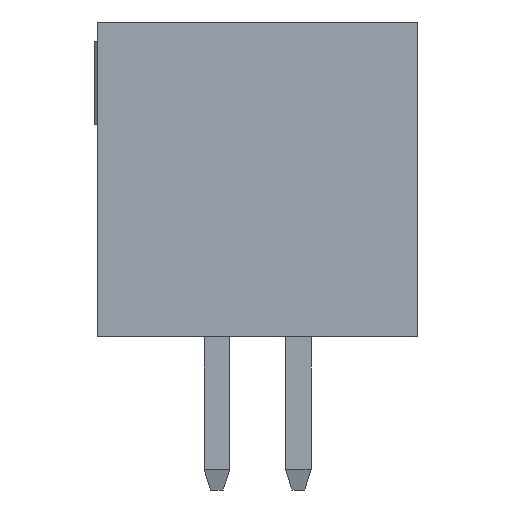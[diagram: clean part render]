
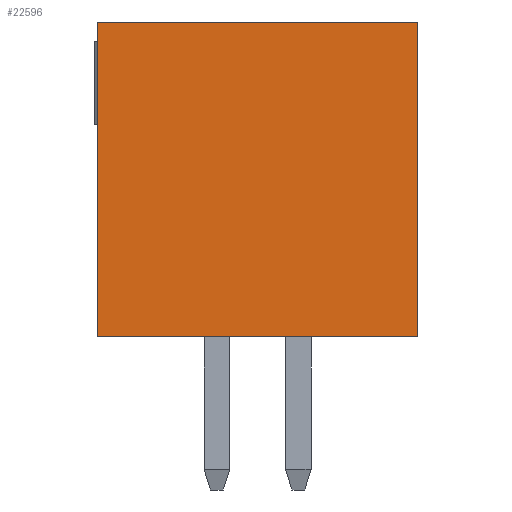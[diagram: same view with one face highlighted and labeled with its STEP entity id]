
A CAD part, front view. The second image highlights one B-rep face of the part: STEP entity #22596.
In plain terms, the highlighted face is planar.
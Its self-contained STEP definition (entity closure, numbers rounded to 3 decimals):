
#981=ORIENTED_EDGE('',*,*,#5252,.F.);
#982=ORIENTED_EDGE('',*,*,#5253,.F.);
#983=ORIENTED_EDGE('',*,*,#5254,.T.);
#984=ORIENTED_EDGE('',*,*,#5255,.T.);
#5252=EDGE_CURVE('',#7376,#7377,#8948,.T.);
#5253=EDGE_CURVE('',#7378,#7376,#8949,.T.);
#5254=EDGE_CURVE('',#7378,#7379,#8950,.T.);
#5255=EDGE_CURVE('',#7379,#7377,#8951,.T.);
#7376=VERTEX_POINT('',#29755);
#7377=VERTEX_POINT('',#29756);
#7378=VERTEX_POINT('',#29758);
#7379=VERTEX_POINT('',#29760);
#8948=LINE('',#29754,#11248);
#8949=LINE('',#29757,#11249);
#8950=LINE('',#29759,#11250);
#8951=LINE('',#29761,#11251);
#11248=VECTOR('',#25312,1000.);
#11249=VECTOR('',#25313,1000.);
#11250=VECTOR('',#25314,1000.);
#11251=VECTOR('',#25315,1000.);
#13114=EDGE_LOOP('',(#981,#982,#983,#984));
#14090=FACE_BOUND('',#13114,.T.);
#15066=PLANE('',#23544);
#22596=ADVANCED_FACE('',(#14090),#15066,.T.);
#23544=AXIS2_PLACEMENT_3D('',#29753,#25310,#25311);
#25310=DIRECTION('',(1.,0.,0.));
#25311=DIRECTION('',(0.,0.,-1.));
#25312=DIRECTION('',(0.,0.,-1.));
#25313=DIRECTION('',(0.,1.,0.));
#25314=DIRECTION('',(0.,0.,-1.));
#25315=DIRECTION('',(0.,1.,0.));
#29753=CARTESIAN_POINT('',(13.97,-2.5,2.45));
#29754=CARTESIAN_POINT('',(13.97,2.5,2.45));
#29755=CARTESIAN_POINT('',(13.97,2.5,2.45));
#29756=CARTESIAN_POINT('',(13.97,2.5,-2.45));
#29757=CARTESIAN_POINT('',(13.97,-2.5,2.45));
#29758=CARTESIAN_POINT('',(13.97,-2.5,2.45));
#29759=CARTESIAN_POINT('',(13.97,-2.5,2.45));
#29760=CARTESIAN_POINT('',(13.97,-2.5,-2.45));
#29761=CARTESIAN_POINT('',(13.97,-2.5,-2.45));
